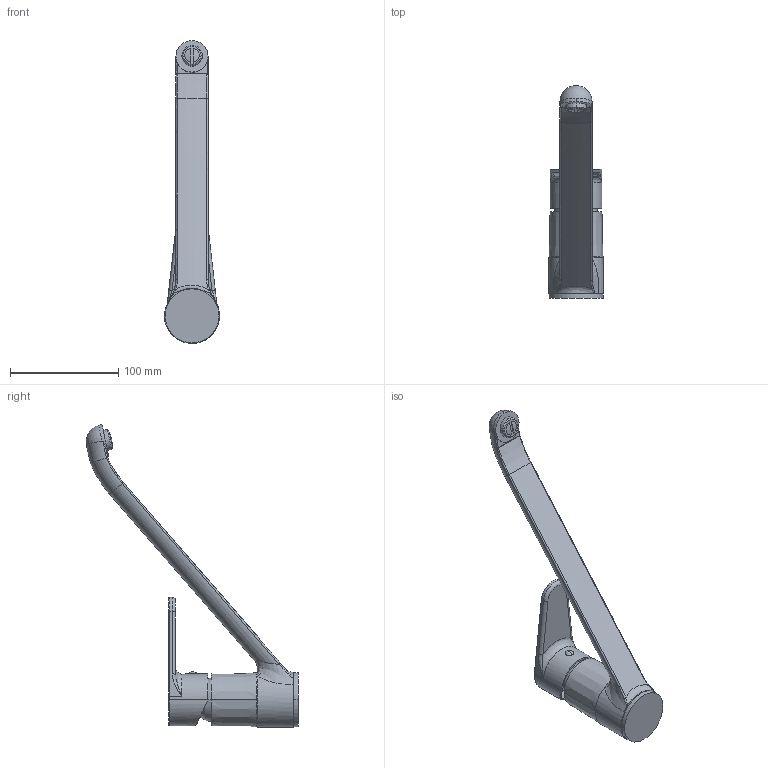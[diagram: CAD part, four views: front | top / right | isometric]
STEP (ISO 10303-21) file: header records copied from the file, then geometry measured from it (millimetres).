
FILE_DESCRIPTION((''),'2;1');
FILE_NAME('GR182CR','2021-01-14T13:29:59',('ut3'),('PAFFONI SpA'),'CREO PARAMETRIC BY PTC INC, 2020044','CREO PARAMETRIC BY PTC INC, 2020044','');
FILE_SCHEMA(('CONFIG_CONTROL_DESIGN','SHAPE_APPEARANCE_LAYERS_GROUPS'));
Length unit declared in the file: millimetre
Products named in the file (1): GR182CR
Bounding box: 50.95 x 196.38 x 280.17 mm (x, y, z)
Volume: 317399.6 mm3; surface area: 62381.2 mm2
Topology: 1 solids, 1 shells, 147 faces, 357 edges, 220 vertices
Faces by surface type: plane 51, cylinder 51, bspline 23, cone 11, torus 6, sphere 5
Entity records: 7578 total; most frequent: CARTESIAN_POINT 3261, ORIENTED_EDGE 708, DIRECTION 635, EDGE_CURVE 354, AXIS2_PLACEMENT_3D 247, VERTEX_POINT 220, EDGE_LOOP 166, FACE_OUTER_BOUND 147
